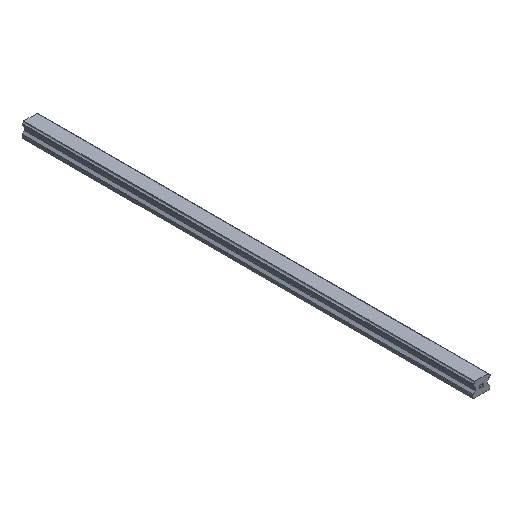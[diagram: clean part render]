
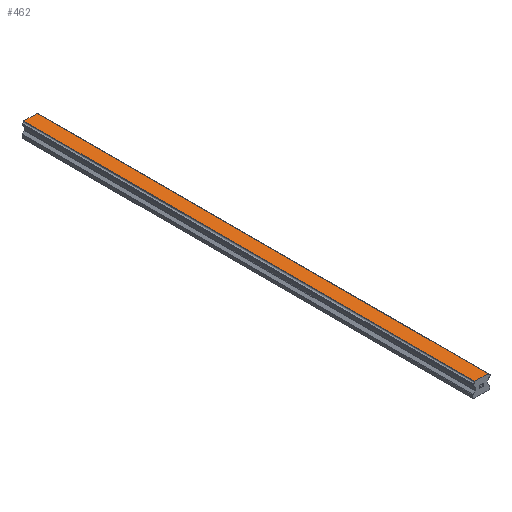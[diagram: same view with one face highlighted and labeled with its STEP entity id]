
A CAD part, isometric view. The second image highlights one B-rep face of the part: STEP entity #462.
In plain terms, the highlighted planar face has unit normal (0, 0, 1).
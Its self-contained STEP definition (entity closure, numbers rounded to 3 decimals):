
#462=ADVANCED_FACE('',(#947),#948,.T.);
#947=FACE_OUTER_BOUND('',#1460,.T.);
#948=PLANE('',#1461);
#1460=EDGE_LOOP('',(#2818,#2819,#2820,#2821));
#1461=AXIS2_PLACEMENT_3D('',#2822,#2823,#2824);
#2818=ORIENTED_EDGE('',*,*,#3464,.T.);
#2819=ORIENTED_EDGE('',*,*,#3586,.F.);
#2820=ORIENTED_EDGE('',*,*,#3326,.T.);
#2821=ORIENTED_EDGE('',*,*,#3584,.T.);
#2822=CARTESIAN_POINT('',(0.,900.0,29.));
#2823=DIRECTION('',(0.0,0.0,1.0));
#2824=DIRECTION('',(-1.0,0.0,0.0));
#3326=EDGE_CURVE('',#4075,#4073,#4076,.T.);
#3464=EDGE_CURVE('',#4306,#4304,#4307,.T.);
#3584=EDGE_CURVE('',#4073,#4306,#4449,.T.);
#3586=EDGE_CURVE('',#4075,#4304,#4451,.T.);
#4073=VERTEX_POINT('',#5113);
#4075=VERTEX_POINT('',#5116);
#4076=LINE('',#5117,#5118);
#4304=VERTEX_POINT('',#5436);
#4306=VERTEX_POINT('',#5439);
#4307=LINE('',#5440,#5441);
#4449=LINE('',#5619,#5620);
#4451=LINE('',#5622,#5623);
#5113=CARTESIAN_POINT('',(-13.251,900.0,29.));
#5116=CARTESIAN_POINT('',(13.251,900.0,29.));
#5117=CARTESIAN_POINT('',(13.251,900.0,29.));
#5118=VECTOR('',#5979,1.0);
#5436=CARTESIAN_POINT('',(13.251,0.0,29.));
#5439=CARTESIAN_POINT('',(-13.251,0.0,29.));
#5440=CARTESIAN_POINT('',(13.251,0.0,29.));
#5441=VECTOR('',#6137,1.0);
#5619=CARTESIAN_POINT('',(-13.251,900.0,29.));
#5620=VECTOR('',#6279,1.0);
#5622=CARTESIAN_POINT('',(13.251,900.0,29.));
#5623=VECTOR('',#6280,1.0);
#5979=DIRECTION('',(-1.0,0.0,0.0));
#6137=DIRECTION('',(1.0,0.0,0.0));
#6279=DIRECTION('',(0.0,-1.0,0.0));
#6280=DIRECTION('',(0.0,-1.0,0.0));
